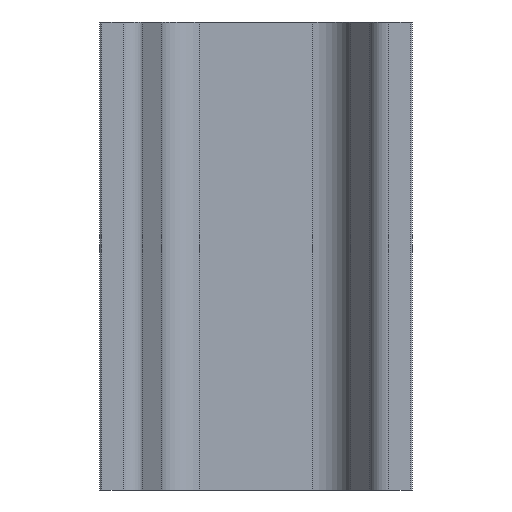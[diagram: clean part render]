
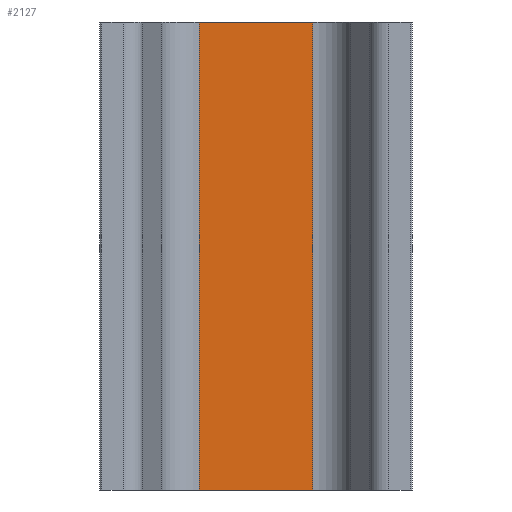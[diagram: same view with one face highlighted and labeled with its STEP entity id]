
A CAD part, front view. The second image highlights one B-rep face of the part: STEP entity #2127.
In plain terms, the highlighted planar face has unit normal (0, -1, 0).
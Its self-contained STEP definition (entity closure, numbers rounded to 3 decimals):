
#4 = EDGE_CURVE ( 'NONE', #908, #1020, #1140, .T. ) ;
#7 = EDGE_LOOP ( 'NONE', ( #50, #2134, #52, #17 ) ) ;
#17 = ORIENTED_EDGE ( 'NONE', *, *, #4, .T. ) ;
#50 = ORIENTED_EDGE ( 'NONE', *, *, #1001, .T. ) ;
#52 = ORIENTED_EDGE ( 'NONE', *, *, #827, .F. ) ;
#329 = CARTESIAN_POINT ( 'NONE',  ( -1039.743, 3226.54, 0. ) ) ;
#336 = DIRECTION ( 'NONE',  ( 1., 0., 0. ) ) ;
#337 = VECTOR ( 'NONE', #336, 1000. ) ;
#338 = CARTESIAN_POINT ( 'NONE',  ( -1068.746, 3226.54, 0. ) ) ;
#339 = LINE ( 'NONE', #338, #337 ) ;
#370 = CARTESIAN_POINT ( 'NONE',  ( -1068.746, 3226.54, 0. ) ) ;
#688 = PLANE ( 'NONE',  #727 ) ;
#689 = FACE_OUTER_BOUND ( 'NONE', #7, .T. ) ;
#716 = DIRECTION ( 'NONE',  ( 0., 0., -1. ) ) ;
#717 = VECTOR ( 'NONE', #716, 1000. ) ;
#718 = CARTESIAN_POINT ( 'NONE',  ( -1039.743, 3226.54, 120. ) ) ;
#719 = LINE ( 'NONE', #718, #717 ) ;
#724 = DIRECTION ( 'NONE',  ( -1., 0., 0. ) ) ;
#725 = DIRECTION ( 'NONE',  ( 0., 1., 0. ) ) ;
#726 = CARTESIAN_POINT ( 'NONE',  ( -1068.746, 3226.54, 120. ) ) ;
#727 = AXIS2_PLACEMENT_3D ( 'NONE', #726, #725, #724 ) ;
#746 = DIRECTION ( 'NONE',  ( 1., 0., 0. ) ) ;
#800 = VERTEX_POINT ( 'NONE', #1668 ) ;
#827 = EDGE_CURVE ( 'NONE', #908, #800, #1202, .T. ) ;
#908 = VERTEX_POINT ( 'NONE', #1827 ) ;
#1001 = EDGE_CURVE ( 'NONE', #1020, #1008, #339, .T. ) ;
#1008 = VERTEX_POINT ( 'NONE', #329 ) ;
#1020 = VERTEX_POINT ( 'NONE', #370 ) ;
#1137 = DIRECTION ( 'NONE',  ( 0., 0., -1. ) ) ;
#1138 = VECTOR ( 'NONE', #1137, 1000. ) ;
#1139 = CARTESIAN_POINT ( 'NONE',  ( -1068.746, 3226.54, 120. ) ) ;
#1140 = LINE ( 'NONE', #1139, #1138 ) ;
#1200 = VECTOR ( 'NONE', #746, 1000. ) ;
#1201 = CARTESIAN_POINT ( 'NONE',  ( -1068.746, 3226.54, 120. ) ) ;
#1202 = LINE ( 'NONE', #1201, #1200 ) ;
#1668 = CARTESIAN_POINT ( 'NONE',  ( -1039.743, 3226.54, 120. ) ) ;
#1827 = CARTESIAN_POINT ( 'NONE',  ( -1068.746, 3226.54, 120. ) ) ;
#2127 = ADVANCED_FACE ( 'NONE', ( #689 ), #688, .F. ) ;
#2132 = EDGE_CURVE ( 'NONE', #800, #1008, #719, .T. ) ;
#2134 = ORIENTED_EDGE ( 'NONE', *, *, #2132, .F. ) ;
